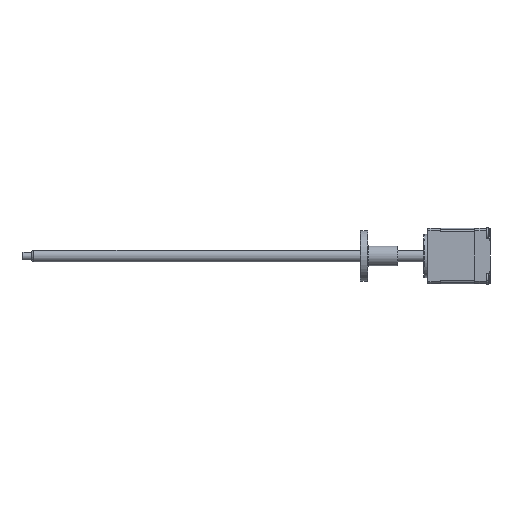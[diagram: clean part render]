
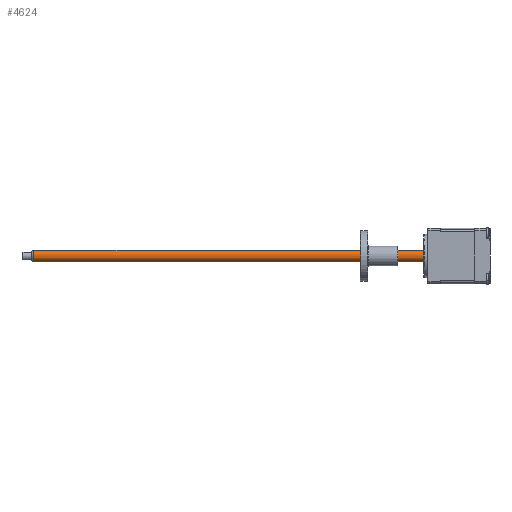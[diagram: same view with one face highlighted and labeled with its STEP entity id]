
A CAD part, left-side view. The second image highlights one B-rep face of the part: STEP entity #4624.
In plain terms, the highlighted cylindrical face has radius 3 mm (diameter 6 mm), a partial arc.
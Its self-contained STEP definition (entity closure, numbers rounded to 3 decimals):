
#59 = FACE_OUTER_BOUND ( 'NONE', #1824, .T. ) ;
#600 = AXIS2_PLACEMENT_3D ( 'NONE', #5934, #1131, #6684 ) ;
#844 = CARTESIAN_POINT ( 'NONE',  ( -3.706, 213.276, 36.327 ) ) ;
#965 = AXIS2_PLACEMENT_3D ( 'NONE', #5784, #7288, #969 ) ;
#969 = DIRECTION ( 'NONE',  ( -0.417, 0., 0.909 ) ) ;
#1123 = ORIENTED_EDGE ( 'NONE', *, *, #4179, .T. ) ;
#1131 = DIRECTION ( 'NONE',  ( 0., -1., 0. ) ) ;
#1580 = DIRECTION ( 'NONE',  ( 0., -1., 0. ) ) ;
#1824 = EDGE_LOOP ( 'NONE', ( #1123, #7870, #5102, #5815 ) ) ;
#1982 = VECTOR ( 'NONE', #9736, 1000. ) ;
#3359 = CIRCLE ( 'NONE', #600, 3. ) ;
#3734 = EDGE_CURVE ( 'NONE', #10006, #6324, #8241, .T. ) ;
#4179 = EDGE_CURVE ( 'NONE', #10006, #6816, #8476, .T. ) ;
#4240 = CARTESIAN_POINT ( 'NONE',  ( -2.455, 213.276, 33.6 ) ) ;
#4256 = EDGE_CURVE ( 'NONE', #6324, #9916, #3359, .T. ) ;
#4302 = CARTESIAN_POINT ( 'NONE',  ( -3.706, 214.276, 36.327 ) ) ;
#4349 = LINE ( 'NONE', #5578, #4590 ) ;
#4590 = VECTOR ( 'NONE', #1580, 1000. ) ;
#4624 = ADVANCED_FACE ( 'NONE', ( #59 ), #6188, .T. ) ;
#5053 = DIRECTION ( 'NONE',  ( 0.417, 0., -0.909 ) ) ;
#5102 = ORIENTED_EDGE ( 'NONE', *, *, #4256, .F. ) ;
#5578 = CARTESIAN_POINT ( 'NONE',  ( -1.205, 214.276, 30.873 ) ) ;
#5784 = CARTESIAN_POINT ( 'NONE',  ( -2.455, 214.276, 33.6 ) ) ;
#5815 = ORIENTED_EDGE ( 'NONE', *, *, #3734, .F. ) ;
#5934 = CARTESIAN_POINT ( 'NONE',  ( -2.455, 14.276, 33.6 ) ) ;
#6188 = CYLINDRICAL_SURFACE ( 'NONE', #965, 3. ) ;
#6324 = VERTEX_POINT ( 'NONE', #9625 ) ;
#6684 = DIRECTION ( 'NONE',  ( -0.417, 0., 0.909 ) ) ;
#6816 = VERTEX_POINT ( 'NONE', #8641 ) ;
#7288 = DIRECTION ( 'NONE',  ( 0., -1., 0. ) ) ;
#7582 = AXIS2_PLACEMENT_3D ( 'NONE', #4240, #9675, #5053 ) ;
#7745 = EDGE_CURVE ( 'NONE', #6816, #9916, #4349, .T. ) ;
#7870 = ORIENTED_EDGE ( 'NONE', *, *, #7745, .T. ) ;
#8241 = LINE ( 'NONE', #4302, #1982 ) ;
#8476 = CIRCLE ( 'NONE', #7582, 3. ) ;
#8641 = CARTESIAN_POINT ( 'NONE',  ( -1.205, 213.276, 30.873 ) ) ;
#9372 = CARTESIAN_POINT ( 'NONE',  ( -1.205, 14.276, 30.873 ) ) ;
#9625 = CARTESIAN_POINT ( 'NONE',  ( -3.706, 14.276, 36.327 ) ) ;
#9675 = DIRECTION ( 'NONE',  ( 0., -1., 0. ) ) ;
#9736 = DIRECTION ( 'NONE',  ( 0., -1., 0. ) ) ;
#9916 = VERTEX_POINT ( 'NONE', #9372 ) ;
#10006 = VERTEX_POINT ( 'NONE', #844 ) ;
